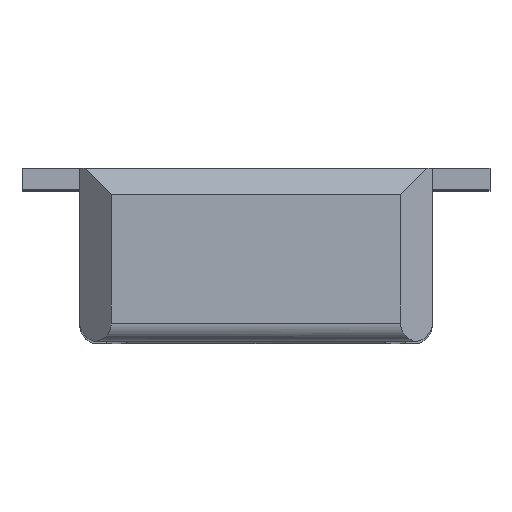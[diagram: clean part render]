
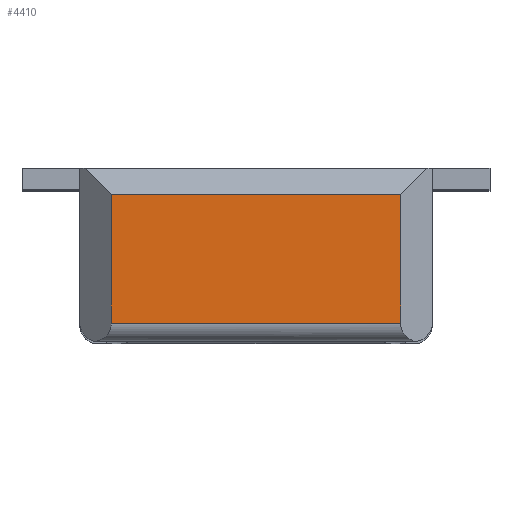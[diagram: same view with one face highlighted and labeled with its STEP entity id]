
A CAD part, top view. The second image highlights one B-rep face of the part: STEP entity #4410.
In plain terms, the highlighted planar face has unit normal (0, 0, 1).
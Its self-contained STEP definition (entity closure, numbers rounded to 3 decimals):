
#4020=CARTESIAN_POINT('',(21.764,-0.725,
0.31));
#4030=DIRECTION('',(0.,0.,1.));
#4040=DIRECTION('',(0.,-1.,0.));
#4050=AXIS2_PLACEMENT_3D('',#4020,#4030,#4040);
#4060=PLANE('',#4050);
#4070=CARTESIAN_POINT('',(20.664,-0.557,
0.31));
#4080=DIRECTION('',(0.,1.,0.));
#4090=VECTOR('',#4080,1.);
#4100=LINE('',#4070,#4090);
#4110=CARTESIAN_POINT('',(20.664,-1.145,
0.31));
#4120=VERTEX_POINT('',#4110);
#4130=CARTESIAN_POINT('',(20.664,-0.655,
0.31));
#4140=VERTEX_POINT('',#4130);
#4150=EDGE_CURVE('',#4120,#4140,#4100,.T.);
#4160=ORIENTED_EDGE('',*,*,#4150,.F.);
#4170=CARTESIAN_POINT('',(21.214,-0.655,
0.31));
#4180=DIRECTION('',(-1.,0.,0.));
#4190=VECTOR('',#4180,1.);
#4200=LINE('',#4170,#4190);
#4210=CARTESIAN_POINT('',(21.764,-0.655,
0.31));
#4220=VERTEX_POINT('',#4210);
#4230=EDGE_CURVE('',#4220,#4140,#4200,.T.);
#4240=ORIENTED_EDGE('',*,*,#4230,.T.);
#4250=CARTESIAN_POINT('',(21.764,-0.557,
0.31));
#4260=DIRECTION('',(0.,1.,0.));
#4270=VECTOR('',#4260,1.);
#4280=LINE('',#4250,#4270);
#4290=CARTESIAN_POINT('',(21.764,-1.145,
0.31));
#4300=VERTEX_POINT('',#4290);
#4310=EDGE_CURVE('',#4300,#4220,#4280,.T.);
#4320=ORIENTED_EDGE('',*,*,#4310,.T.);
#4330=CARTESIAN_POINT('',(21.054,-1.145,
0.31));
#4340=DIRECTION('',(-1.,0.,0.));
#4350=VECTOR('',#4340,1.);
#4360=LINE('',#4330,#4350);
#4370=EDGE_CURVE('',#4300,#4120,#4360,.T.);
#4380=ORIENTED_EDGE('',*,*,#4370,.F.);
#4390=EDGE_LOOP('',(#4380,#4320,#4240,#4160));
#4400=FACE_OUTER_BOUND('',#4390,.T.);
#4410=ADVANCED_FACE('',(#4400),#4060,.T.);
